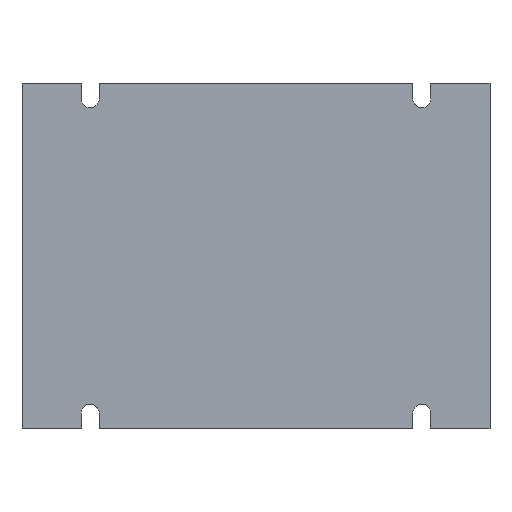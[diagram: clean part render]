
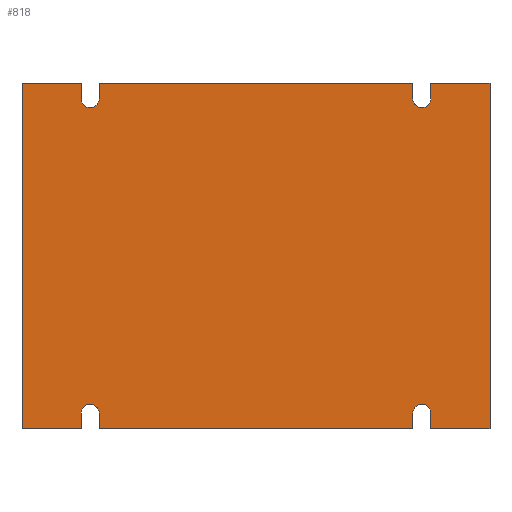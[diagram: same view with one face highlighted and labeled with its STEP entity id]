
A CAD part, top view. The second image highlights one B-rep face of the part: STEP entity #818.
In plain terms, the highlighted planar face has unit normal (0, 0, 1).
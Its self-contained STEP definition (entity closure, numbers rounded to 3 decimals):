
#355=AXIS2_PLACEMENT_3D('Circle Axis2P3D',#353,#354,$) ;
#455=AXIS2_PLACEMENT_3D('Circle Axis2P3D',#453,#454,$) ;
#605=AXIS2_PLACEMENT_3D('Circle Axis2P3D',#603,#604,$) ;
#705=AXIS2_PLACEMENT_3D('Circle Axis2P3D',#703,#704,$) ;
#794=AXIS2_PLACEMENT_3D('Plane Axis2P3D',#791,#792,#793) ;
#300=CARTESIAN_POINT('Vertex',(0.,99.,2.)) ;
#303=CARTESIAN_POINT('Line Origine',(8.45,99.,2.)) ;
#307=CARTESIAN_POINT('Vertex',(16.9,99.,2.)) ;
#328=CARTESIAN_POINT('Line Origine',(16.9,96.75,2.)) ;
#332=CARTESIAN_POINT('Vertex',(16.9,94.5,2.)) ;
#353=CARTESIAN_POINT('Axis2P3D Location',(19.5,94.5,2.)) ;
#357=CARTESIAN_POINT('Vertex',(22.1,94.5,2.)) ;
#378=CARTESIAN_POINT('Line Origine',(22.1,96.75,2.)) ;
#382=CARTESIAN_POINT('Vertex',(22.1,99.,2.)) ;
#403=CARTESIAN_POINT('Line Origine',(67.,99.,2.)) ;
#407=CARTESIAN_POINT('Vertex',(111.9,99.,2.)) ;
#428=CARTESIAN_POINT('Line Origine',(111.9,96.75,2.)) ;
#432=CARTESIAN_POINT('Vertex',(111.9,94.5,2.)) ;
#453=CARTESIAN_POINT('Axis2P3D Location',(114.5,94.5,2.)) ;
#457=CARTESIAN_POINT('Vertex',(117.1,94.5,2.)) ;
#478=CARTESIAN_POINT('Line Origine',(117.1,96.75,2.)) ;
#482=CARTESIAN_POINT('Vertex',(117.1,99.,2.)) ;
#503=CARTESIAN_POINT('Line Origine',(125.55,99.,2.)) ;
#507=CARTESIAN_POINT('Vertex',(134.,99.,2.)) ;
#528=CARTESIAN_POINT('Line Origine',(134.,49.5,2.)) ;
#532=CARTESIAN_POINT('Vertex',(134.,0.,2.)) ;
#553=CARTESIAN_POINT('Line Origine',(125.55,0.,2.)) ;
#557=CARTESIAN_POINT('Vertex',(117.1,0.,2.)) ;
#578=CARTESIAN_POINT('Line Origine',(117.1,2.25,2.)) ;
#582=CARTESIAN_POINT('Vertex',(117.1,4.5,2.)) ;
#603=CARTESIAN_POINT('Axis2P3D Location',(114.5,4.5,2.)) ;
#607=CARTESIAN_POINT('Vertex',(111.9,4.5,2.)) ;
#628=CARTESIAN_POINT('Line Origine',(111.9,2.25,2.)) ;
#632=CARTESIAN_POINT('Vertex',(111.9,0.,2.)) ;
#653=CARTESIAN_POINT('Line Origine',(67.,0.,2.)) ;
#657=CARTESIAN_POINT('Vertex',(22.1,0.,2.)) ;
#678=CARTESIAN_POINT('Line Origine',(22.1,2.25,2.)) ;
#682=CARTESIAN_POINT('Vertex',(22.1,4.5,2.)) ;
#703=CARTESIAN_POINT('Axis2P3D Location',(19.5,4.5,2.)) ;
#707=CARTESIAN_POINT('Vertex',(16.9,4.5,2.)) ;
#728=CARTESIAN_POINT('Line Origine',(16.9,2.25,2.)) ;
#732=CARTESIAN_POINT('Vertex',(16.9,0.,2.)) ;
#753=CARTESIAN_POINT('Line Origine',(8.45,0.,2.)) ;
#757=CARTESIAN_POINT('Vertex',(0.,0.,2.)) ;
#778=CARTESIAN_POINT('Line Origine',(0.,49.5,2.)) ;
#791=CARTESIAN_POINT('Axis2P3D Location',(67.,49.5,2.)) ;
#304=DIRECTION('Vector Direction',(-1.,0.,0.)) ;
#329=DIRECTION('Vector Direction',(0.,1.,0.)) ;
#354=DIRECTION('Axis2P3D Direction',(0.,0.,1.)) ;
#379=DIRECTION('Vector Direction',(0.,-1.,0.)) ;
#404=DIRECTION('Vector Direction',(-1.,0.,0.)) ;
#429=DIRECTION('Vector Direction',(0.,1.,0.)) ;
#454=DIRECTION('Axis2P3D Direction',(0.,0.,1.)) ;
#479=DIRECTION('Vector Direction',(0.,-1.,0.)) ;
#504=DIRECTION('Vector Direction',(-1.,0.,0.)) ;
#529=DIRECTION('Vector Direction',(0.,1.,0.)) ;
#554=DIRECTION('Vector Direction',(1.,0.,0.)) ;
#579=DIRECTION('Vector Direction',(0.,-1.,0.)) ;
#604=DIRECTION('Axis2P3D Direction',(0.,0.,1.)) ;
#629=DIRECTION('Vector Direction',(0.,1.,0.)) ;
#654=DIRECTION('Vector Direction',(1.,0.,0.)) ;
#679=DIRECTION('Vector Direction',(0.,-1.,0.)) ;
#704=DIRECTION('Axis2P3D Direction',(0.,0.,1.)) ;
#729=DIRECTION('Vector Direction',(0.,1.,0.)) ;
#754=DIRECTION('Vector Direction',(1.,0.,0.)) ;
#779=DIRECTION('Vector Direction',(0.,-1.,0.)) ;
#792=DIRECTION('Axis2P3D Direction',(0.,0.,1.)) ;
#793=DIRECTION('Axis2P3D XDirection',(1.,0.,0.)) ;
#305=VECTOR('Line Direction',#304,1.) ;
#330=VECTOR('Line Direction',#329,1.) ;
#380=VECTOR('Line Direction',#379,1.) ;
#405=VECTOR('Line Direction',#404,1.) ;
#430=VECTOR('Line Direction',#429,1.) ;
#480=VECTOR('Line Direction',#479,1.) ;
#505=VECTOR('Line Direction',#504,1.) ;
#530=VECTOR('Line Direction',#529,1.) ;
#555=VECTOR('Line Direction',#554,1.) ;
#580=VECTOR('Line Direction',#579,1.) ;
#630=VECTOR('Line Direction',#629,1.) ;
#655=VECTOR('Line Direction',#654,1.) ;
#680=VECTOR('Line Direction',#679,1.) ;
#730=VECTOR('Line Direction',#729,1.) ;
#755=VECTOR('Line Direction',#754,1.) ;
#780=VECTOR('Line Direction',#779,1.) ;
#797=ORIENTED_EDGE('',*,*,#759,.T.) ;
#798=ORIENTED_EDGE('',*,*,#734,.T.) ;
#799=ORIENTED_EDGE('',*,*,#709,.T.) ;
#800=ORIENTED_EDGE('',*,*,#684,.T.) ;
#801=ORIENTED_EDGE('',*,*,#659,.T.) ;
#802=ORIENTED_EDGE('',*,*,#634,.T.) ;
#803=ORIENTED_EDGE('',*,*,#609,.T.) ;
#804=ORIENTED_EDGE('',*,*,#584,.T.) ;
#805=ORIENTED_EDGE('',*,*,#559,.T.) ;
#806=ORIENTED_EDGE('',*,*,#534,.T.) ;
#807=ORIENTED_EDGE('',*,*,#509,.T.) ;
#808=ORIENTED_EDGE('',*,*,#484,.T.) ;
#809=ORIENTED_EDGE('',*,*,#459,.T.) ;
#810=ORIENTED_EDGE('',*,*,#434,.T.) ;
#811=ORIENTED_EDGE('',*,*,#409,.T.) ;
#812=ORIENTED_EDGE('',*,*,#384,.T.) ;
#813=ORIENTED_EDGE('',*,*,#359,.T.) ;
#814=ORIENTED_EDGE('',*,*,#334,.T.) ;
#815=ORIENTED_EDGE('',*,*,#309,.T.) ;
#816=ORIENTED_EDGE('',*,*,#782,.T.) ;
#818=ADVANCED_FACE('Aufsatz-Linear austragen1',(#817),#795,.T.) ;
#356=CIRCLE('generated circle',#355,2.6) ;
#456=CIRCLE('generated circle',#455,2.6) ;
#606=CIRCLE('generated circle',#605,2.6) ;
#706=CIRCLE('generated circle',#705,2.6) ;
#309=EDGE_CURVE('',#308,#301,#306,.T.) ;
#334=EDGE_CURVE('',#333,#308,#331,.T.) ;
#359=EDGE_CURVE('',#358,#333,#356,.F.) ;
#384=EDGE_CURVE('',#383,#358,#381,.T.) ;
#409=EDGE_CURVE('',#408,#383,#406,.T.) ;
#434=EDGE_CURVE('',#433,#408,#431,.T.) ;
#459=EDGE_CURVE('',#458,#433,#456,.F.) ;
#484=EDGE_CURVE('',#483,#458,#481,.T.) ;
#509=EDGE_CURVE('',#508,#483,#506,.T.) ;
#534=EDGE_CURVE('',#533,#508,#531,.T.) ;
#559=EDGE_CURVE('',#558,#533,#556,.T.) ;
#584=EDGE_CURVE('',#583,#558,#581,.T.) ;
#609=EDGE_CURVE('',#608,#583,#606,.F.) ;
#634=EDGE_CURVE('',#633,#608,#631,.T.) ;
#659=EDGE_CURVE('',#658,#633,#656,.T.) ;
#684=EDGE_CURVE('',#683,#658,#681,.T.) ;
#709=EDGE_CURVE('',#708,#683,#706,.F.) ;
#734=EDGE_CURVE('',#733,#708,#731,.T.) ;
#759=EDGE_CURVE('',#758,#733,#756,.T.) ;
#782=EDGE_CURVE('',#301,#758,#781,.T.) ;
#796=EDGE_LOOP('',(#797,#798,#799,#800,#801,#802,#803,#804,#805,#806,#807,#808,#809,#810,#811,#812,#813,#814,#815,#816)) ;
#817=FACE_OUTER_BOUND('',#796,.T.) ;
#306=LINE('Line',#303,#305) ;
#331=LINE('Line',#328,#330) ;
#381=LINE('Line',#378,#380) ;
#406=LINE('Line',#403,#405) ;
#431=LINE('Line',#428,#430) ;
#481=LINE('Line',#478,#480) ;
#506=LINE('Line',#503,#505) ;
#531=LINE('Line',#528,#530) ;
#556=LINE('Line',#553,#555) ;
#581=LINE('Line',#578,#580) ;
#631=LINE('Line',#628,#630) ;
#656=LINE('Line',#653,#655) ;
#681=LINE('Line',#678,#680) ;
#731=LINE('Line',#728,#730) ;
#756=LINE('Line',#753,#755) ;
#781=LINE('Line',#778,#780) ;
#795=PLANE('',#794) ;
#301=VERTEX_POINT('',#300) ;
#308=VERTEX_POINT('',#307) ;
#333=VERTEX_POINT('',#332) ;
#358=VERTEX_POINT('',#357) ;
#383=VERTEX_POINT('',#382) ;
#408=VERTEX_POINT('',#407) ;
#433=VERTEX_POINT('',#432) ;
#458=VERTEX_POINT('',#457) ;
#483=VERTEX_POINT('',#482) ;
#508=VERTEX_POINT('',#507) ;
#533=VERTEX_POINT('',#532) ;
#558=VERTEX_POINT('',#557) ;
#583=VERTEX_POINT('',#582) ;
#608=VERTEX_POINT('',#607) ;
#633=VERTEX_POINT('',#632) ;
#658=VERTEX_POINT('',#657) ;
#683=VERTEX_POINT('',#682) ;
#708=VERTEX_POINT('',#707) ;
#733=VERTEX_POINT('',#732) ;
#758=VERTEX_POINT('',#757) ;
